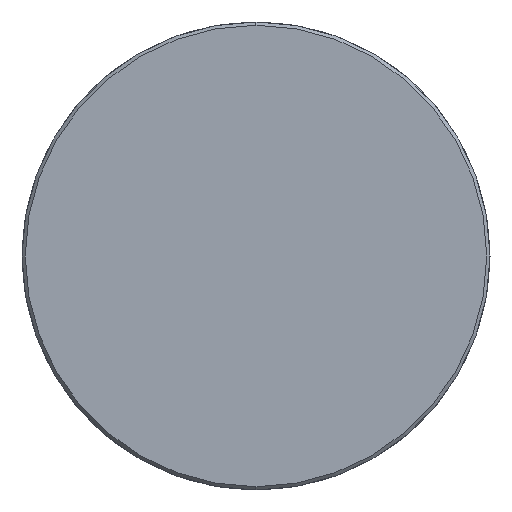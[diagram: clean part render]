
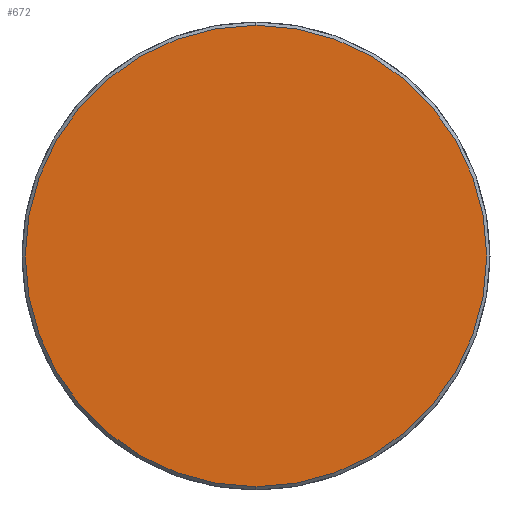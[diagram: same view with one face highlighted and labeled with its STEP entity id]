
A CAD part, left-side view. The second image highlights one B-rep face of the part: STEP entity #672.
In plain terms, the highlighted planar face has unit normal (-1, 0, 0).
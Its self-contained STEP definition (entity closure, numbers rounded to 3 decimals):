
#193 = VERTEX_POINT ( 'NONE', #315 ) ;
#312 = CARTESIAN_POINT ( 'NONE',  ( -132.15, 0., 70. ) ) ;
#315 = CARTESIAN_POINT ( 'NONE',  ( -132.15, 0., -70. ) ) ;
#642 = FACE_OUTER_BOUND ( 'NONE', #1167, .T. ) ;
#668 = EDGE_CURVE ( 'NONE', #193, #4400, #2506, .T. ) ;
#672 = ADVANCED_FACE ( 'NONE', ( #642 ), #3843, .T. ) ;
#683 = AXIS2_PLACEMENT_3D ( 'NONE', #2479, #3484, #722 ) ;
#722 = DIRECTION ( 'NONE',  ( 0., -1., 0. ) ) ;
#736 = DIRECTION ( 'NONE',  ( 0., 0., -1. ) ) ;
#773 = DIRECTION ( 'NONE',  ( 0., 0., -1. ) ) ;
#887 = ORIENTED_EDGE ( 'NONE', *, *, #668, .T. ) ;
#1021 = CARTESIAN_POINT ( 'NONE',  ( -132.15, 0., 0. ) ) ;
#1167 = EDGE_LOOP ( 'NONE', ( #887, #3913 ) ) ;
#1705 = AXIS2_PLACEMENT_3D ( 'NONE', #2453, #3543, #736 ) ;
#2083 = AXIS2_PLACEMENT_3D ( 'NONE', #1021, #2881, #773 ) ;
#2295 = CIRCLE ( 'NONE', #2083, 70. ) ;
#2453 = CARTESIAN_POINT ( 'NONE',  ( -132.15, 0., 0. ) ) ;
#2479 = CARTESIAN_POINT ( 'NONE',  ( -132.15, 70.84, -70.84 ) ) ;
#2506 = CIRCLE ( 'NONE', #1705, 70. ) ;
#2881 = DIRECTION ( 'NONE',  ( -1., 0., 0. ) ) ;
#3484 = DIRECTION ( 'NONE',  ( -1., 0., 0. ) ) ;
#3543 = DIRECTION ( 'NONE',  ( -1., 0., 0. ) ) ;
#3843 = PLANE ( 'NONE',  #683 ) ;
#3913 = ORIENTED_EDGE ( 'NONE', *, *, #4475, .T. ) ;
#4400 = VERTEX_POINT ( 'NONE', #312 ) ;
#4475 = EDGE_CURVE ( 'NONE', #4400, #193, #2295, .T. ) ;
